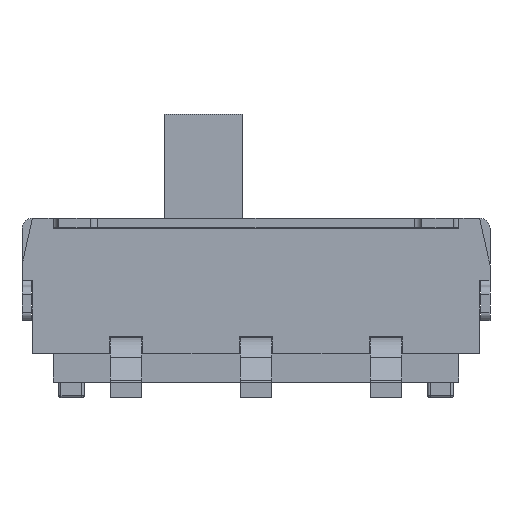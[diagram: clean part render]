
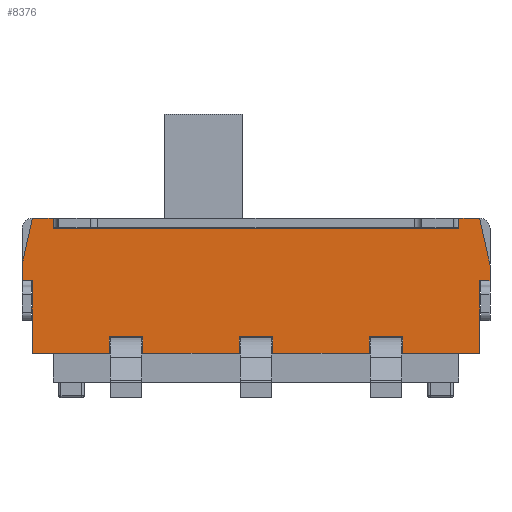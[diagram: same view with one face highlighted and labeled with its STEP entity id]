
A CAD part, front view. The second image highlights one B-rep face of the part: STEP entity #8376.
In plain terms, the highlighted planar face has unit normal (0, -1, 0).
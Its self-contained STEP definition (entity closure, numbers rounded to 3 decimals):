
#178=FACE_OUTER_BOUND('',#623,.T.);
#623=EDGE_LOOP('',(#5435,#5436,#5437,#5438,#5439,#5440,#5441,#5442,#5443,
#5444,#5445,#5446,#5447,#5448,#5449,#5450,#5451,#5452,#5453,#5454,#5455,
#5456,#5457,#5458,#5459,#5460));
#1332=LINE('',#11916,#2344);
#1373=LINE('',#11998,#2385);
#1380=LINE('',#12012,#2392);
#1381=LINE('',#12014,#2393);
#1382=LINE('',#12016,#2394);
#1383=LINE('',#12018,#2395);
#1384=LINE('',#12020,#2396);
#1385=LINE('',#12022,#2397);
#1386=LINE('',#12024,#2398);
#1387=LINE('',#12025,#2399);
#1388=LINE('',#12027,#2400);
#1389=LINE('',#12029,#2401);
#1390=LINE('',#12031,#2402);
#1391=LINE('',#12033,#2403);
#1392=LINE('',#12035,#2404);
#1393=LINE('',#12037,#2405);
#1394=LINE('',#12039,#2406);
#1395=LINE('',#12041,#2407);
#1396=LINE('',#12043,#2408);
#1397=LINE('',#12045,#2409);
#1398=LINE('',#12047,#2410);
#1399=LINE('',#12049,#2411);
#1400=LINE('',#12051,#2412);
#1401=LINE('',#12053,#2413);
#1402=LINE('',#12055,#2414);
#1403=LINE('',#12056,#2415);
#2344=VECTOR('',#9621,1.);
#2385=VECTOR('',#9668,1.);
#2392=VECTOR('',#9679,1.);
#2393=VECTOR('',#9680,1.);
#2394=VECTOR('',#9681,1.);
#2395=VECTOR('',#9682,1.);
#2396=VECTOR('',#9683,1.);
#2397=VECTOR('',#9684,1.);
#2398=VECTOR('',#9685,1.);
#2399=VECTOR('',#9686,1.);
#2400=VECTOR('',#9687,1.);
#2401=VECTOR('',#9688,1.);
#2402=VECTOR('',#9689,1.);
#2403=VECTOR('',#9690,1.);
#2404=VECTOR('',#9691,1.);
#2405=VECTOR('',#9692,1.);
#2406=VECTOR('',#9693,1.);
#2407=VECTOR('',#9694,1.);
#2408=VECTOR('',#9695,1.);
#2409=VECTOR('',#9696,1.);
#2410=VECTOR('',#9697,1.);
#2411=VECTOR('',#9698,1.);
#2412=VECTOR('',#9699,1.);
#2413=VECTOR('',#9700,1.);
#2414=VECTOR('',#9701,1.);
#2415=VECTOR('',#9702,1.);
#3363=VERTEX_POINT('',#11913);
#3364=VERTEX_POINT('',#11915);
#3401=VERTEX_POINT('',#11996);
#3402=VERTEX_POINT('',#11997);
#3407=VERTEX_POINT('',#12011);
#3408=VERTEX_POINT('',#12013);
#3409=VERTEX_POINT('',#12015);
#3410=VERTEX_POINT('',#12017);
#3411=VERTEX_POINT('',#12019);
#3412=VERTEX_POINT('',#12021);
#3413=VERTEX_POINT('',#12023);
#3414=VERTEX_POINT('',#12026);
#3415=VERTEX_POINT('',#12028);
#3416=VERTEX_POINT('',#12030);
#3417=VERTEX_POINT('',#12032);
#3418=VERTEX_POINT('',#12034);
#3419=VERTEX_POINT('',#12036);
#3420=VERTEX_POINT('',#12038);
#3421=VERTEX_POINT('',#12040);
#3422=VERTEX_POINT('',#12042);
#3423=VERTEX_POINT('',#12044);
#3424=VERTEX_POINT('',#12046);
#3425=VERTEX_POINT('',#12048);
#3426=VERTEX_POINT('',#12050);
#3427=VERTEX_POINT('',#12052);
#3428=VERTEX_POINT('',#12054);
#4154=EDGE_CURVE('',#3363,#3364,#1332,.T.);
#4195=EDGE_CURVE('',#3401,#3402,#1373,.T.);
#4202=EDGE_CURVE('',#3407,#3402,#1380,.T.);
#4203=EDGE_CURVE('',#3407,#3408,#1381,.T.);
#4204=EDGE_CURVE('',#3408,#3409,#1382,.T.);
#4205=EDGE_CURVE('',#3410,#3409,#1383,.T.);
#4206=EDGE_CURVE('',#3410,#3411,#1384,.T.);
#4207=EDGE_CURVE('',#3411,#3412,#1385,.T.);
#4208=EDGE_CURVE('',#3413,#3412,#1386,.T.);
#4209=EDGE_CURVE('',#3413,#3364,#1387,.T.);
#4210=EDGE_CURVE('',#3414,#3363,#1388,.T.);
#4211=EDGE_CURVE('',#3415,#3414,#1389,.T.);
#4212=EDGE_CURVE('',#3415,#3416,#1390,.T.);
#4213=EDGE_CURVE('',#3417,#3416,#1391,.T.);
#4214=EDGE_CURVE('',#3417,#3418,#1392,.T.);
#4215=EDGE_CURVE('',#3419,#3418,#1393,.T.);
#4216=EDGE_CURVE('',#3419,#3420,#1394,.T.);
#4217=EDGE_CURVE('',#3420,#3421,#1395,.T.);
#4218=EDGE_CURVE('',#3421,#3422,#1396,.T.);
#4219=EDGE_CURVE('',#3423,#3422,#1397,.T.);
#4220=EDGE_CURVE('',#3423,#3424,#1398,.T.);
#4221=EDGE_CURVE('',#3424,#3425,#1399,.T.);
#4222=EDGE_CURVE('',#3425,#3426,#1400,.T.);
#4223=EDGE_CURVE('',#3427,#3426,#1401,.T.);
#4224=EDGE_CURVE('',#3427,#3428,#1402,.T.);
#4225=EDGE_CURVE('',#3428,#3401,#1403,.T.);
#5435=ORIENTED_EDGE('',*,*,#4195,.T.);
#5436=ORIENTED_EDGE('',*,*,#4202,.F.);
#5437=ORIENTED_EDGE('',*,*,#4203,.T.);
#5438=ORIENTED_EDGE('',*,*,#4204,.T.);
#5439=ORIENTED_EDGE('',*,*,#4205,.F.);
#5440=ORIENTED_EDGE('',*,*,#4206,.T.);
#5441=ORIENTED_EDGE('',*,*,#4207,.T.);
#5442=ORIENTED_EDGE('',*,*,#4208,.F.);
#5443=ORIENTED_EDGE('',*,*,#4209,.T.);
#5444=ORIENTED_EDGE('',*,*,#4154,.F.);
#5445=ORIENTED_EDGE('',*,*,#4210,.F.);
#5446=ORIENTED_EDGE('',*,*,#4211,.F.);
#5447=ORIENTED_EDGE('',*,*,#4212,.T.);
#5448=ORIENTED_EDGE('',*,*,#4213,.F.);
#5449=ORIENTED_EDGE('',*,*,#4214,.T.);
#5450=ORIENTED_EDGE('',*,*,#4215,.F.);
#5451=ORIENTED_EDGE('',*,*,#4216,.T.);
#5452=ORIENTED_EDGE('',*,*,#4217,.T.);
#5453=ORIENTED_EDGE('',*,*,#4218,.T.);
#5454=ORIENTED_EDGE('',*,*,#4219,.F.);
#5455=ORIENTED_EDGE('',*,*,#4220,.T.);
#5456=ORIENTED_EDGE('',*,*,#4221,.T.);
#5457=ORIENTED_EDGE('',*,*,#4222,.T.);
#5458=ORIENTED_EDGE('',*,*,#4223,.F.);
#5459=ORIENTED_EDGE('',*,*,#4224,.T.);
#5460=ORIENTED_EDGE('',*,*,#4225,.T.);
#7587=PLANE('',#8861);
#8376=ADVANCED_FACE('',(#178),#7587,.T.);
#8861=AXIS2_PLACEMENT_3D('',#12010,#9677,#9678);
#9621=DIRECTION('',(1.,0.,0.));
#9668=DIRECTION('',(1.,0.,0.));
#9677=DIRECTION('center_axis',(0.,-1.,0.));
#9678=DIRECTION('ref_axis',(1.,0.,0.));
#9679=DIRECTION('',(0.,0.,1.));
#9680=DIRECTION('',(1.,0.,0.));
#9681=DIRECTION('',(0.,0.,1.));
#9682=DIRECTION('',(-1.,0.,0.));
#9683=DIRECTION('',(0.,0.,1.));
#9684=DIRECTION('',(-0.217,0.,0.976));
#9685=DIRECTION('',(1.,0.,0.));
#9686=DIRECTION('',(0.,0.,-1.));
#9687=DIRECTION('',(0.,0.,-1.));
#9688=DIRECTION('',(1.,0.,0.));
#9689=DIRECTION('',(-0.217,0.,-0.976));
#9690=DIRECTION('',(0.,0.,1.));
#9691=DIRECTION('',(1.,0.,0.));
#9692=DIRECTION('',(0.,0.,1.));
#9693=DIRECTION('',(1.,0.,0.));
#9694=DIRECTION('',(0.,0.,1.));
#9695=DIRECTION('',(1.,0.,0.));
#9696=DIRECTION('',(0.,0.,1.));
#9697=DIRECTION('',(1.,0.,0.));
#9698=DIRECTION('',(0.,0.,1.));
#9699=DIRECTION('',(1.,0.,0.));
#9700=DIRECTION('',(0.,0.,1.));
#9701=DIRECTION('',(1.,0.,0.));
#9702=DIRECTION('',(0.,0.,1.));
#11913=CARTESIAN_POINT('',(-3.9,-1.775,3.25));
#11915=CARTESIAN_POINT('',(3.9,-1.775,3.25));
#11916=CARTESIAN_POINT('',(-3.9,-1.775,3.25));
#11996=CARTESIAN_POINT('',(2.175,-1.775,1.17));
#11997=CARTESIAN_POINT('',(2.825,-1.775,1.17));
#11998=CARTESIAN_POINT('',(2.175,-1.775,1.17));
#12010=CARTESIAN_POINT('Origin',(-4.5,-1.775,0.85));
#12011=CARTESIAN_POINT('',(2.825,-1.775,0.85));
#12012=CARTESIAN_POINT('',(2.825,-1.775,0.85));
#12013=CARTESIAN_POINT('',(4.3,-1.775,0.85));
#12014=CARTESIAN_POINT('',(2.825,-1.775,0.85));
#12015=CARTESIAN_POINT('',(4.3,-1.775,2.25));
#12016=CARTESIAN_POINT('',(4.3,-1.775,0.85));
#12017=CARTESIAN_POINT('',(4.5,-1.775,2.25));
#12018=CARTESIAN_POINT('',(4.5,-1.775,2.25));
#12019=CARTESIAN_POINT('',(4.5,-1.775,2.55));
#12020=CARTESIAN_POINT('',(4.5,-1.775,2.25));
#12021=CARTESIAN_POINT('',(4.3,-1.775,3.45));
#12022=CARTESIAN_POINT('',(4.5,-1.775,2.55));
#12023=CARTESIAN_POINT('',(3.9,-1.775,3.45));
#12024=CARTESIAN_POINT('',(3.9,-1.775,3.45));
#12025=CARTESIAN_POINT('',(3.9,-1.775,3.45));
#12026=CARTESIAN_POINT('',(-3.9,-1.775,3.45));
#12027=CARTESIAN_POINT('',(-3.9,-1.775,3.45));
#12028=CARTESIAN_POINT('',(-4.3,-1.775,3.45));
#12029=CARTESIAN_POINT('',(-4.3,-1.775,3.45));
#12030=CARTESIAN_POINT('',(-4.5,-1.775,2.55));
#12031=CARTESIAN_POINT('',(-4.3,-1.775,3.45));
#12032=CARTESIAN_POINT('',(-4.5,-1.775,2.25));
#12033=CARTESIAN_POINT('',(-4.5,-1.775,2.25));
#12034=CARTESIAN_POINT('',(-4.3,-1.775,2.25));
#12035=CARTESIAN_POINT('',(-4.5,-1.775,2.25));
#12036=CARTESIAN_POINT('',(-4.3,-1.775,0.85));
#12037=CARTESIAN_POINT('',(-4.3,-1.775,0.85));
#12038=CARTESIAN_POINT('',(-2.825,-1.775,0.85));
#12039=CARTESIAN_POINT('',(-4.3,-1.775,0.85));
#12040=CARTESIAN_POINT('',(-2.825,-1.775,1.17));
#12041=CARTESIAN_POINT('',(-2.825,-1.775,0.85));
#12042=CARTESIAN_POINT('',(-2.175,-1.775,1.17));
#12043=CARTESIAN_POINT('',(-2.825,-1.775,1.17));
#12044=CARTESIAN_POINT('',(-2.175,-1.775,0.85));
#12045=CARTESIAN_POINT('',(-2.175,-1.775,0.85));
#12046=CARTESIAN_POINT('',(-0.325,-1.775,0.85));
#12047=CARTESIAN_POINT('',(-2.175,-1.775,0.85));
#12048=CARTESIAN_POINT('',(-0.325,-1.775,1.17));
#12049=CARTESIAN_POINT('',(-0.325,-1.775,0.85));
#12050=CARTESIAN_POINT('',(0.325,-1.775,1.17));
#12051=CARTESIAN_POINT('',(-0.325,-1.775,1.17));
#12052=CARTESIAN_POINT('',(0.325,-1.775,0.85));
#12053=CARTESIAN_POINT('',(0.325,-1.775,0.85));
#12054=CARTESIAN_POINT('',(2.175,-1.775,0.85));
#12055=CARTESIAN_POINT('',(0.325,-1.775,0.85));
#12056=CARTESIAN_POINT('',(2.175,-1.775,0.85));
